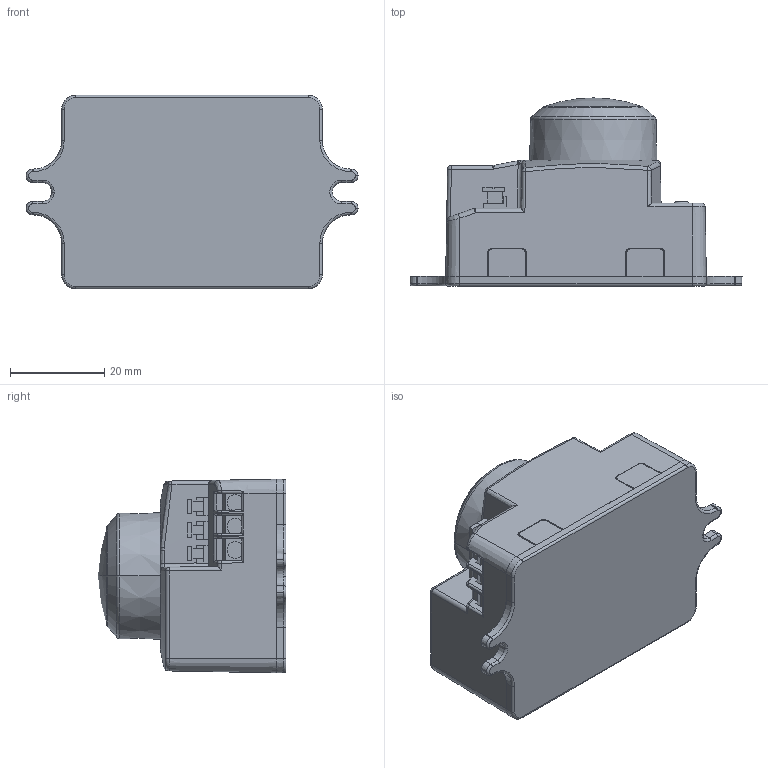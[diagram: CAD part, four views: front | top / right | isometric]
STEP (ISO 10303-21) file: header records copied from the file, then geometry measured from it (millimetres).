
FILE_DESCRIPTION (( 'STEP AP214' ), '1' );
FILE_NAME ('OCC58GRS02S-2_3D.step', '2024-03-19T17:19:18', ( '' ), ( '' ), 'SwSTEP 2.0', 'SolidWorks 2022', '' );
FILE_SCHEMA (( 'AUTOMOTIVE_DESIGN' ));
Length unit declared in the file: millimetre
Products named in the file (6): push button^OCC58GRS02S-2; adjustment dial^OCC58GRS02S-2; base pl^OCC58GRS02S-2; OCC58GRS02S-2_3D; cover^OCC58GRS02S-2; electronic^OCC58GRS02S-2
Assembly tree (7 placements, depth 2):
  OCC58GRS02S-2_3D
    base pl^OCC58GRS02S-2
    cover^OCC58GRS02S-2
    electronic^OCC58GRS02S-2
    adjustment dial^OCC58GRS02S-2  x3
    push button^OCC58GRS02S-2
Bounding box: 70.3 x 39.8 x 41 mm (x, y, z)
Volume: 17645.4 mm3; surface area: 22307.1 mm2
Topology: 7 solids, 7 shells, 705 faces, 1819 edges, 1169 vertices
Faces by surface type: plane 401, cylinder 156, cone 53, torus 48, bspline 38, sphere 9
Entity records: 20260 total; most frequent: CARTESIAN_POINT 4830, ORIENTED_EDGE 3242, DIRECTION 3059, EDGE_CURVE 1621, LINE 1069, VECTOR 1069, VERTEX_POINT 1041, AXIS2_PLACEMENT_3D 995
